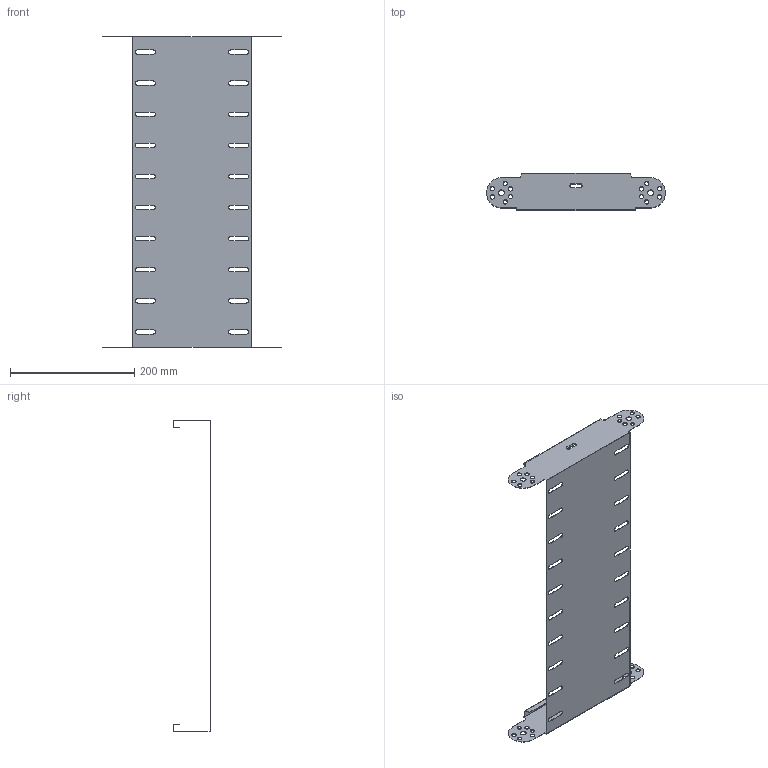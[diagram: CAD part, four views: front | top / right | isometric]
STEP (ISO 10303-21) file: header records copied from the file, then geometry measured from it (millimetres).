
FILE_DESCRIPTION (( 'STEP AP214' ), '1' );
FILE_NAME ('7005439.stp', '2018-10-03T06:16:22', ( '' ), ( '' ), 'SwSTEP 2.0', 'SolidWorks 2018', '' );
FILE_SCHEMA (( 'AUTOMOTIVE_DESIGN' ));
Length unit declared in the file: millimetre
Products named in the file (1): 7005439
Bounding box: 288 x 59.4 x 500 mm (x, y, z)
Volume: 88542 mm3; surface area: 255884.1 mm2
Topology: 1 solids, 1 shells, 206 faces, 612 edges, 408 vertices
Faces by surface type: cylinder 108, plane 90, bspline 8
Entity records: 7494 total; most frequent: CARTESIAN_POINT 1635, ORIENTED_EDGE 1224, DIRECTION 1178, EDGE_CURVE 612, AXIS2_PLACEMENT_3D 415, VERTEX_POINT 408, VECTOR 348, LINE 348
